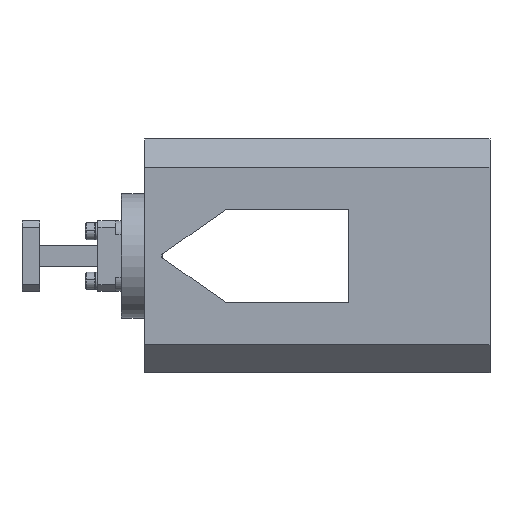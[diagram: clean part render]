
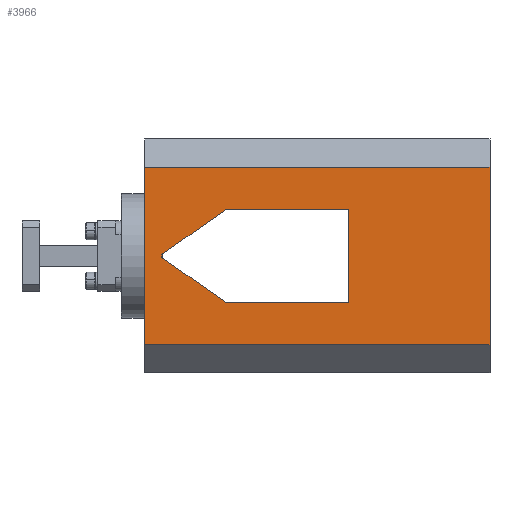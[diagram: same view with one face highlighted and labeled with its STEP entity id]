
A CAD part, left-side view. The second image highlights one B-rep face of the part: STEP entity #3966.
In plain terms, the highlighted planar face has unit normal (-1, 0, 0).
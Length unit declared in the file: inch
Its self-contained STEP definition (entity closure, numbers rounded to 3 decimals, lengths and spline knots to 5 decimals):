
#77 = CARTESIAN_POINT ( 'NONE',  ( -1.25, 2.81518, -0.5 ) ) ;
#207 = CARTESIAN_POINT ( 'NONE',  ( -1.25, 0., -0.95 ) ) ;
#348 = CARTESIAN_POINT ( 'NONE',  ( -1.25, 3.688, -1.25 ) ) ;
#523 = VERTEX_POINT ( 'NONE', #207 ) ;
#569 = CARTESIAN_POINT ( 'NONE',  ( -1.25, 1.508, -0.95 ) ) ;
#753 = VERTEX_POINT ( 'NONE', #6820 ) ;
#844 = ORIENTED_EDGE ( 'NONE', *, *, #2762, .T. ) ;
#911 = ORIENTED_EDGE ( 'NONE', *, *, #10573, .T. ) ;
#1231 = EDGE_CURVE ( 'NONE', #8145, #523, #1733, .T. ) ;
#1385 = ORIENTED_EDGE ( 'NONE', *, *, #1231, .T. ) ;
#1621 = CARTESIAN_POINT ( 'NONE',  ( -1.25, 0., -1.25 ) ) ;
#1733 = LINE ( 'NONE', #569, #6078 ) ;
#2004 = CARTESIAN_POINT ( 'NONE',  ( -1.25, 3.688, 0.95 ) ) ;
#2215 = VERTEX_POINT ( 'NONE', #8409 ) ;
#2267 = EDGE_CURVE ( 'NONE', #2215, #9789, #6624, .T. ) ;
#2274 = CARTESIAN_POINT ( 'NONE',  ( -1.25, 2.81518, -0.5 ) ) ;
#2382 = DIRECTION ( 'NONE',  ( 1., 0., 0. ) ) ;
#2405 = LINE ( 'NONE', #3399, #2474 ) ;
#2474 = VECTOR ( 'NONE', #7415, 39.37008 ) ;
#2645 = CARTESIAN_POINT ( 'NONE',  ( -1.25, 0., 0.95 ) ) ;
#2738 = EDGE_LOOP ( 'NONE', ( #8163, #1385, #11595, #5433 ) ) ;
#2762 = EDGE_CURVE ( 'NONE', #753, #2215, #11411, .T. ) ;
#3008 = VECTOR ( 'NONE', #11640, 39.37008 ) ;
#3138 = LINE ( 'NONE', #77, #7432 ) ;
#3252 = DIRECTION ( 'NONE',  ( 0., -0.819, 0.574 ) ) ;
#3383 = FACE_BOUND ( 'NONE', #7332, .T. ) ;
#3399 = CARTESIAN_POINT ( 'NONE',  ( -1.25, 1.508, 0.95 ) ) ;
#3430 = CARTESIAN_POINT ( 'NONE',  ( -1.25, 3.508, 0.5 ) ) ;
#3867 = ORIENTED_EDGE ( 'NONE', *, *, #5994, .T. ) ;
#3966 = ADVANCED_FACE ( 'NONE', ( #3383, #7398 ), #7514, .F. ) ;
#4581 = DIRECTION ( 'NONE',  ( 0., -1., 0. ) ) ;
#4746 = EDGE_CURVE ( 'NONE', #9643, #6022, #2405, .T. ) ;
#4849 = VERTEX_POINT ( 'NONE', #8751 ) ;
#4946 = EDGE_CURVE ( 'NONE', #11347, #753, #6115, .T. ) ;
#4989 = CARTESIAN_POINT ( 'NONE',  ( -1.25, 2.81518, 0.5 ) ) ;
#5433 = ORIENTED_EDGE ( 'NONE', *, *, #4746, .T. ) ;
#5721 = VECTOR ( 'NONE', #9356, 39.37008 ) ;
#5853 = VECTOR ( 'NONE', #6245, 39.37008 ) ;
#5994 = EDGE_CURVE ( 'NONE', #8415, #11347, #8196, .T. ) ;
#6022 = VERTEX_POINT ( 'NONE', #2004 ) ;
#6078 = VECTOR ( 'NONE', #4581, 39.37008 ) ;
#6115 = LINE ( 'NONE', #10262, #5853 ) ;
#6245 = DIRECTION ( 'NONE',  ( 0., -1., 0. ) ) ;
#6396 = CARTESIAN_POINT ( 'NONE',  ( -1.25, 1.508, 0.5 ) ) ;
#6459 = DIRECTION ( 'NONE',  ( 0., 0., -1. ) ) ;
#6551 = EDGE_CURVE ( 'NONE', #4849, #8415, #11471, .T. ) ;
#6624 = LINE ( 'NONE', #7538, #9945 ) ;
#6644 = ORIENTED_EDGE ( 'NONE', *, *, #6551, .T. ) ;
#6820 = CARTESIAN_POINT ( 'NONE',  ( -1.25, 1.508, 0.5 ) ) ;
#7007 = CARTESIAN_POINT ( 'NONE',  ( -1.25, 2.81518, 0.5 ) ) ;
#7332 = EDGE_LOOP ( 'NONE', ( #6644, #3867, #7456, #844, #8213, #911 ) ) ;
#7398 = FACE_OUTER_BOUND ( 'NONE', #2738, .T. ) ;
#7415 = DIRECTION ( 'NONE',  ( 0., 1., 0. ) ) ;
#7432 = VECTOR ( 'NONE', #8152, 39.37008 ) ;
#7456 = ORIENTED_EDGE ( 'NONE', *, *, #4946, .T. ) ;
#7514 = PLANE ( 'NONE',  #9871 ) ;
#7538 = CARTESIAN_POINT ( 'NONE',  ( -1.25, 3.508, -0.5 ) ) ;
#7773 = VECTOR ( 'NONE', #12323, 39.37008 ) ;
#8145 = VERTEX_POINT ( 'NONE', #10166 ) ;
#8152 = DIRECTION ( 'NONE',  ( 0., 0.819, 0.574 ) ) ;
#8163 = ORIENTED_EDGE ( 'NONE', *, *, #11883, .F. ) ;
#8196 = LINE ( 'NONE', #7007, #9491 ) ;
#8213 = ORIENTED_EDGE ( 'NONE', *, *, #2267, .T. ) ;
#8287 = VECTOR ( 'NONE', #10415, 39.37008 ) ;
#8409 = CARTESIAN_POINT ( 'NONE',  ( -1.25, 1.508, -0.5 ) ) ;
#8415 = VERTEX_POINT ( 'NONE', #9621 ) ;
#8751 = CARTESIAN_POINT ( 'NONE',  ( -1.25, 3.508, -0.01488 ) ) ;
#9356 = DIRECTION ( 'NONE',  ( 0., 0., 1. ) ) ;
#9365 = CARTESIAN_POINT ( 'NONE',  ( -1.25, 1.508, -1.25 ) ) ;
#9459 = LINE ( 'NONE', #1621, #3008 ) ;
#9491 = VECTOR ( 'NONE', #3252, 39.37008 ) ;
#9621 = CARTESIAN_POINT ( 'NONE',  ( -1.25, 3.508, 0.01488 ) ) ;
#9643 = VERTEX_POINT ( 'NONE', #2645 ) ;
#9789 = VERTEX_POINT ( 'NONE', #2274 ) ;
#9871 = AXIS2_PLACEMENT_3D ( 'NONE', #9365, #2382, #6459 ) ;
#9945 = VECTOR ( 'NONE', #10769, 39.37008 ) ;
#10166 = CARTESIAN_POINT ( 'NONE',  ( -1.25, 3.688, -0.95 ) ) ;
#10262 = CARTESIAN_POINT ( 'NONE',  ( -1.25, 3.508, 0.5 ) ) ;
#10415 = DIRECTION ( 'NONE',  ( 0., 0., -1. ) ) ;
#10573 = EDGE_CURVE ( 'NONE', #9789, #4849, #3138, .T. ) ;
#10769 = DIRECTION ( 'NONE',  ( 0., 1., 0. ) ) ;
#11347 = VERTEX_POINT ( 'NONE', #4989 ) ;
#11411 = LINE ( 'NONE', #6396, #8287 ) ;
#11464 = LINE ( 'NONE', #348, #7773 ) ;
#11471 = LINE ( 'NONE', #3430, #5721 ) ;
#11595 = ORIENTED_EDGE ( 'NONE', *, *, #11636, .T. ) ;
#11636 = EDGE_CURVE ( 'NONE', #523, #9643, #9459, .T. ) ;
#11640 = DIRECTION ( 'NONE',  ( 0., 0., 1. ) ) ;
#11883 = EDGE_CURVE ( 'NONE', #8145, #6022, #11464, .T. ) ;
#12323 = DIRECTION ( 'NONE',  ( 0., 0., 1. ) ) ;
